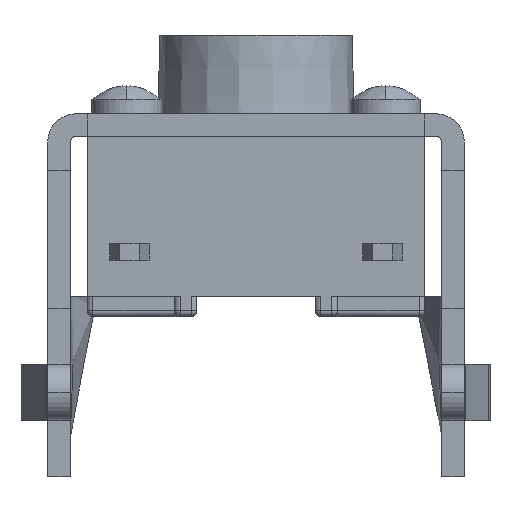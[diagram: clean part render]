
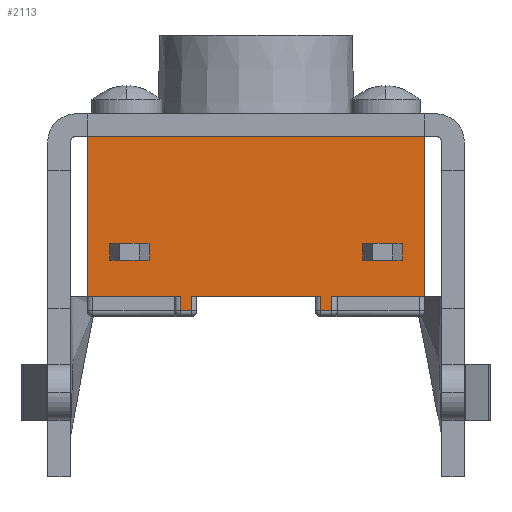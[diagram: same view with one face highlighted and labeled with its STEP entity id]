
A CAD part, front view. The second image highlights one B-rep face of the part: STEP entity #2113.
In plain terms, the highlighted planar face has unit normal (0, -1, 0).
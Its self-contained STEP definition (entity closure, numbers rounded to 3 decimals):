
#65 = CARTESIAN_POINT ( 'NONE',  ( 1.35, -3., -2.85 ) ) ;
#122 = VERTEX_POINT ( 'NONE', #3253 ) ;
#177 = ORIENTED_EDGE ( 'NONE', *, *, #1726, .T. ) ;
#248 = LINE ( 'NONE', #875, #2533 ) ;
#264 = VECTOR ( 'NONE', #4743, 1000. ) ;
#296 = CARTESIAN_POINT ( 'NONE',  ( 1.15, -3., -3.1 ) ) ;
#328 = EDGE_CURVE ( 'NONE', #1079, #6143, #3087, .T. ) ;
#342 = VERTEX_POINT ( 'NONE', #296 ) ;
#351 = PLANE ( 'NONE',  #7120 ) ;
#374 = LINE ( 'NONE', #410, #5621 ) ;
#410 = CARTESIAN_POINT ( 'NONE',  ( -3., -3., -3.2 ) ) ;
#447 = ORIENTED_EDGE ( 'NONE', *, *, #3818, .F. ) ;
#547 = LINE ( 'NONE', #2936, #5234 ) ;
#650 = CARTESIAN_POINT ( 'NONE',  ( -3., -3., -3.1 ) ) ;
#759 = CARTESIAN_POINT ( 'NONE',  ( 3., -3., 0. ) ) ;
#762 = VECTOR ( 'NONE', #2298, 1000. ) ;
#849 = VERTEX_POINT ( 'NONE', #5874 ) ;
#875 = CARTESIAN_POINT ( 'NONE',  ( 3., -3., -3.2 ) ) ;
#903 = DIRECTION ( 'NONE',  ( 0., 0., -1. ) ) ;
#1079 = VERTEX_POINT ( 'NONE', #4947 ) ;
#1196 = LINE ( 'NONE', #65, #762 ) ;
#1263 = VERTEX_POINT ( 'NONE', #3882 ) ;
#1657 = LINE ( 'NONE', #5625, #5516 ) ;
#1695 = DIRECTION ( 'NONE',  ( 1., 0., 0. ) ) ;
#1713 = ORIENTED_EDGE ( 'NONE', *, *, #328, .F. ) ;
#1716 = LINE ( 'NONE', #650, #5475 ) ;
#1726 = EDGE_CURVE ( 'NONE', #4315, #342, #3200, .T. ) ;
#1977 = CARTESIAN_POINT ( 'NONE',  ( -3., -3., -3.2 ) ) ;
#2077 = LINE ( 'NONE', #3703, #5003 ) ;
#2113 = ADVANCED_FACE ( 'NONE', ( #4765 ), #351, .T. ) ;
#2172 = EDGE_CURVE ( 'NONE', #6143, #849, #1196, .T. ) ;
#2298 = DIRECTION ( 'NONE',  ( 0., 0., -1. ) ) ;
#2356 = VERTEX_POINT ( 'NONE', #2488 ) ;
#2457 = VECTOR ( 'NONE', #1695, 1000. ) ;
#2488 = CARTESIAN_POINT ( 'NONE',  ( -1.15, -3., -3.1 ) ) ;
#2533 = VECTOR ( 'NONE', #4661, 1000. ) ;
#2548 = DIRECTION ( 'NONE',  ( 0., 0., 1. ) ) ;
#2852 = EDGE_CURVE ( 'NONE', #122, #5107, #6098, .T. ) ;
#2893 = DIRECTION ( 'NONE',  ( 1., 0., 0. ) ) ;
#2936 = CARTESIAN_POINT ( 'NONE',  ( 0., -3., -2.85 ) ) ;
#3058 = CARTESIAN_POINT ( 'NONE',  ( -1.35, -3., -3.1 ) ) ;
#3087 = LINE ( 'NONE', #5301, #264 ) ;
#3113 = EDGE_CURVE ( 'NONE', #122, #6473, #547, .T. ) ;
#3124 = EDGE_CURVE ( 'NONE', #1079, #6616, #248, .T. ) ;
#3200 = LINE ( 'NONE', #5987, #3465 ) ;
#3253 = CARTESIAN_POINT ( 'NONE',  ( -1.35, -3., -2.85 ) ) ;
#3362 = LINE ( 'NONE', #5522, #2457 ) ;
#3452 = CARTESIAN_POINT ( 'NONE',  ( 0., -3., -2.85 ) ) ;
#3465 = VECTOR ( 'NONE', #5412, 1000. ) ;
#3542 = EDGE_CURVE ( 'NONE', #4315, #1263, #4002, .T. ) ;
#3572 = EDGE_CURVE ( 'NONE', #5107, #2356, #1716, .T. ) ;
#3703 = CARTESIAN_POINT ( 'NONE',  ( -1.15, -3., -2.85 ) ) ;
#3718 = ORIENTED_EDGE ( 'NONE', *, *, #3124, .T. ) ;
#3818 = EDGE_CURVE ( 'NONE', #1263, #2356, #2077, .T. ) ;
#3882 = CARTESIAN_POINT ( 'NONE',  ( -1.15, -3., -2.85 ) ) ;
#4002 = LINE ( 'NONE', #3452, #6429 ) ;
#4228 = DIRECTION ( 'NONE',  ( 0., -1., 0. ) ) ;
#4260 = DIRECTION ( 'NONE',  ( 0., 0., -1. ) ) ;
#4265 = ORIENTED_EDGE ( 'NONE', *, *, #2172, .F. ) ;
#4315 = VERTEX_POINT ( 'NONE', #5142 ) ;
#4500 = ORIENTED_EDGE ( 'NONE', *, *, #7083, .T. ) ;
#4661 = DIRECTION ( 'NONE',  ( 0., 0., 1. ) ) ;
#4743 = DIRECTION ( 'NONE',  ( -1., 0., 0. ) ) ;
#4765 = FACE_OUTER_BOUND ( 'NONE', #5152, .T. ) ;
#4921 = CARTESIAN_POINT ( 'NONE',  ( -1.35, -3., -2.85 ) ) ;
#4947 = CARTESIAN_POINT ( 'NONE',  ( 3., -3., -2.85 ) ) ;
#5003 = VECTOR ( 'NONE', #903, 1000. ) ;
#5107 = VERTEX_POINT ( 'NONE', #3058 ) ;
#5142 = CARTESIAN_POINT ( 'NONE',  ( 1.15, -3., -2.85 ) ) ;
#5152 = EDGE_LOOP ( 'NONE', ( #5443, #7079, #447, #6963, #177, #4500, #4265, #1713, #3718, #5938, #6971, #6805 ) ) ;
#5175 = DIRECTION ( 'NONE',  ( -1., 0., 0. ) ) ;
#5234 = VECTOR ( 'NONE', #5175, 1000. ) ;
#5301 = CARTESIAN_POINT ( 'NONE',  ( 0., -3., -2.85 ) ) ;
#5412 = DIRECTION ( 'NONE',  ( 0., 0., -1. ) ) ;
#5443 = ORIENTED_EDGE ( 'NONE', *, *, #2852, .T. ) ;
#5475 = VECTOR ( 'NONE', #2893, 1000. ) ;
#5516 = VECTOR ( 'NONE', #6635, 1000. ) ;
#5522 = CARTESIAN_POINT ( 'NONE',  ( -3., -3., -3.1 ) ) ;
#5621 = VECTOR ( 'NONE', #2548, 1000. ) ;
#5625 = CARTESIAN_POINT ( 'NONE',  ( -3., -3., 0. ) ) ;
#5677 = DIRECTION ( 'NONE',  ( -1., 0., 0. ) ) ;
#5688 = VECTOR ( 'NONE', #5956, 1000. ) ;
#5799 = VERTEX_POINT ( 'NONE', #6875 ) ;
#5874 = CARTESIAN_POINT ( 'NONE',  ( 1.35, -3., -3.1 ) ) ;
#5938 = ORIENTED_EDGE ( 'NONE', *, *, #7045, .F. ) ;
#5956 = DIRECTION ( 'NONE',  ( 0., 0., -1. ) ) ;
#5987 = CARTESIAN_POINT ( 'NONE',  ( 1.15, -3., -2.85 ) ) ;
#6098 = LINE ( 'NONE', #4921, #5688 ) ;
#6143 = VERTEX_POINT ( 'NONE', #6489 ) ;
#6367 = CARTESIAN_POINT ( 'NONE',  ( -3., -3., -2.85 ) ) ;
#6429 = VECTOR ( 'NONE', #5677, 1000. ) ;
#6473 = VERTEX_POINT ( 'NONE', #6367 ) ;
#6489 = CARTESIAN_POINT ( 'NONE',  ( 1.35, -3., -2.85 ) ) ;
#6616 = VERTEX_POINT ( 'NONE', #759 ) ;
#6635 = DIRECTION ( 'NONE',  ( 1., 0., 0. ) ) ;
#6805 = ORIENTED_EDGE ( 'NONE', *, *, #3113, .F. ) ;
#6875 = CARTESIAN_POINT ( 'NONE',  ( -3., -3., 0. ) ) ;
#6910 = EDGE_CURVE ( 'NONE', #6473, #5799, #374, .T. ) ;
#6963 = ORIENTED_EDGE ( 'NONE', *, *, #3542, .F. ) ;
#6971 = ORIENTED_EDGE ( 'NONE', *, *, #6910, .F. ) ;
#7045 = EDGE_CURVE ( 'NONE', #5799, #6616, #1657, .T. ) ;
#7079 = ORIENTED_EDGE ( 'NONE', *, *, #3572, .T. ) ;
#7083 = EDGE_CURVE ( 'NONE', #342, #849, #3362, .T. ) ;
#7120 = AXIS2_PLACEMENT_3D ( 'NONE', #1977, #4228, #4260 ) ;
